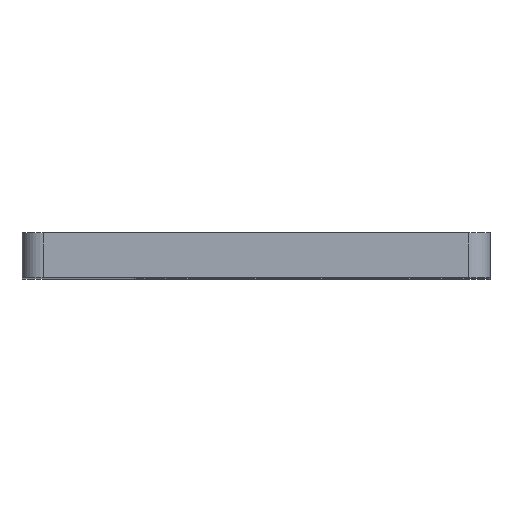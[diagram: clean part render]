
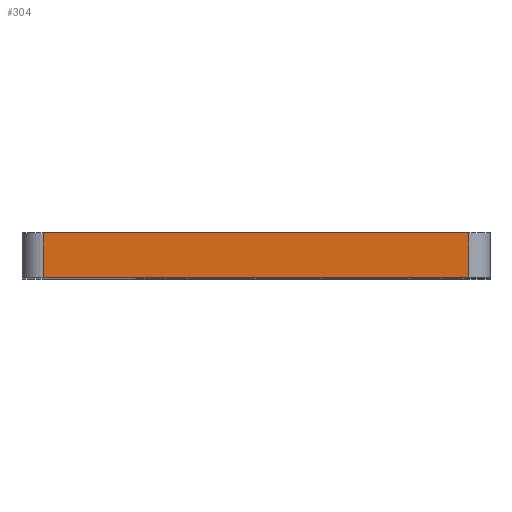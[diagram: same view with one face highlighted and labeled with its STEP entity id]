
A CAD part, top view. The second image highlights one B-rep face of the part: STEP entity #304.
In plain terms, the highlighted planar face has unit normal (0, 0, 1).
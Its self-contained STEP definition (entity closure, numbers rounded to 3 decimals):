
#16 = EDGE_CURVE ( 'NONE', #740, #417, #872, .T. ) ;
#72 = ORIENTED_EDGE ( 'NONE', *, *, #255, .T. ) ;
#104 = CARTESIAN_POINT ( 'NONE',  ( 22.714, 4.775, 50. ) ) ;
#106 = CARTESIAN_POINT ( 'NONE',  ( -25., 4.775, 50. ) ) ;
#108 = ORIENTED_EDGE ( 'NONE', *, *, #214, .T. ) ;
#114 = VECTOR ( 'NONE', #522, 1000. ) ;
#119 = DIRECTION ( 'NONE',  ( 0., -1., 0. ) ) ;
#127 = CARTESIAN_POINT ( 'NONE',  ( -22.714, 0., 50. ) ) ;
#214 = EDGE_CURVE ( 'NONE', #971, #417, #1160, .T. ) ;
#255 = EDGE_CURVE ( 'NONE', #1342, #971, #1054, .T. ) ;
#304 = ADVANCED_FACE ( 'NONE', ( #1069 ), #319, .F. ) ;
#319 = PLANE ( 'NONE',  #791 ) ;
#370 = ORIENTED_EDGE ( 'NONE', *, *, #811, .T. ) ;
#417 = VERTEX_POINT ( 'NONE', #446 ) ;
#421 = LINE ( 'NONE', #1250, #423 ) ;
#423 = VECTOR ( 'NONE', #1256, 1000. ) ;
#435 = CARTESIAN_POINT ( 'NONE',  ( -25., 0., 50. ) ) ;
#440 = VECTOR ( 'NONE', #741, 1000. ) ;
#446 = CARTESIAN_POINT ( 'NONE',  ( 22.714, 4.775, 50. ) ) ;
#452 = DIRECTION ( 'NONE',  ( 1., 0., 0. ) ) ;
#490 = ORIENTED_EDGE ( 'NONE', *, *, #16, .F. ) ;
#522 = DIRECTION ( 'NONE',  ( 0., 1., 0. ) ) ;
#560 = CARTESIAN_POINT ( 'NONE',  ( 22.714, 0., 50. ) ) ;
#581 = EDGE_LOOP ( 'NONE', ( #490, #370, #72, #108 ) ) ;
#630 = DIRECTION ( 'NONE',  ( 0., 0., -1. ) ) ;
#740 = VERTEX_POINT ( 'NONE', #1228 ) ;
#741 = DIRECTION ( 'NONE',  ( 1., 0., 0. ) ) ;
#791 = AXIS2_PLACEMENT_3D ( 'NONE', #106, #630, #119 ) ;
#811 = EDGE_CURVE ( 'NONE', #740, #1342, #421, .T. ) ;
#872 = LINE ( 'NONE', #1215, #1071 ) ;
#971 = VERTEX_POINT ( 'NONE', #560 ) ;
#1054 = LINE ( 'NONE', #435, #440 ) ;
#1069 = FACE_OUTER_BOUND ( 'NONE', #581, .T. ) ;
#1071 = VECTOR ( 'NONE', #452, 1000. ) ;
#1160 = LINE ( 'NONE', #104, #114 ) ;
#1215 = CARTESIAN_POINT ( 'NONE',  ( -25., 4.775, 50. ) ) ;
#1228 = CARTESIAN_POINT ( 'NONE',  ( -22.714, 4.775, 50. ) ) ;
#1250 = CARTESIAN_POINT ( 'NONE',  ( -22.714, 4.775, 50. ) ) ;
#1256 = DIRECTION ( 'NONE',  ( 0., -1., 0. ) ) ;
#1342 = VERTEX_POINT ( 'NONE', #127 ) ;
